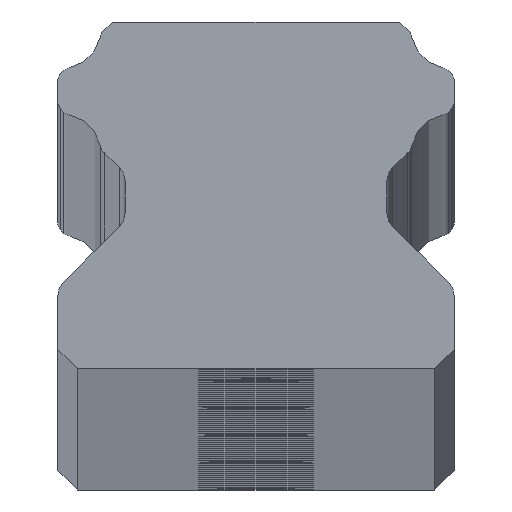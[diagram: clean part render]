
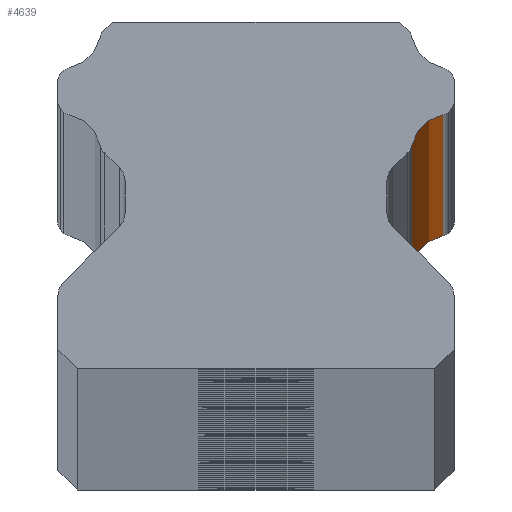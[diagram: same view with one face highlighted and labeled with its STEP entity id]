
A CAD part, top view. The second image highlights one B-rep face of the part: STEP entity #4639.
In plain terms, the highlighted cylindrical face has radius 2 mm (diameter 4 mm), a partial arc.
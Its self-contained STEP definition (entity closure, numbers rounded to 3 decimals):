
#190 = ORIENTED_EDGE ( 'NONE', *, *, #2094, .F. ) ;
#202 = VERTEX_POINT ( 'NONE', #7932 ) ;
#273 = CYLINDRICAL_SURFACE ( 'NONE', #10252, 2. ) ;
#439 = DIRECTION ( 'NONE',  ( -1., 0., 0. ) ) ;
#706 = LINE ( 'NONE', #7489, #9139 ) ;
#1423 = EDGE_CURVE ( 'NONE', #202, #9995, #3927, .T. ) ;
#1435 = FACE_OUTER_BOUND ( 'NONE', #2562, .T. ) ;
#1624 = CARTESIAN_POINT ( 'NONE',  ( 7.847, -2.767, -1750. ) ) ;
#1752 = VECTOR ( 'NONE', #2406, 1000. ) ;
#1859 = CARTESIAN_POINT ( 'NONE',  ( 9.432, -1.182, -1750. ) ) ;
#2032 = DIRECTION ( 'NONE',  ( 0., 0., -1. ) ) ;
#2094 = EDGE_CURVE ( 'NONE', #9265, #5986, #706, .T. ) ;
#2406 = DIRECTION ( 'NONE',  ( 0., 0., -1. ) ) ;
#2562 = EDGE_LOOP ( 'NONE', ( #3364, #190, #5043, #7865 ) ) ;
#2802 = AXIS2_PLACEMENT_3D ( 'NONE', #9200, #10009, #5110 ) ;
#3364 = ORIENTED_EDGE ( 'NONE', *, *, #8289, .T. ) ;
#3927 = LINE ( 'NONE', #10544, #1752 ) ;
#3995 = EDGE_CURVE ( 'NONE', #202, #9265, #8617, .T. ) ;
#4639 = ADVANCED_FACE ( 'NONE', ( #1435 ), #273, .F. ) ;
#5043 = ORIENTED_EDGE ( 'NONE', *, *, #3995, .F. ) ;
#5086 = AXIS2_PLACEMENT_3D ( 'NONE', #5256, #5336, #439 ) ;
#5110 = DIRECTION ( 'NONE',  ( -1., 0., 0. ) ) ;
#5256 = CARTESIAN_POINT ( 'NONE',  ( 9.811, -3.146, -1750. ) ) ;
#5336 = DIRECTION ( 'NONE',  ( 0., 0., -1. ) ) ;
#5496 = CARTESIAN_POINT ( 'NONE',  ( 9.432, -1.182, 1750. ) ) ;
#5986 = VERTEX_POINT ( 'NONE', #1859 ) ;
#6059 = DIRECTION ( 'NONE',  ( -1., 0., 0. ) ) ;
#7489 = CARTESIAN_POINT ( 'NONE',  ( 9.432, -1.182, 1750. ) ) ;
#7558 = DIRECTION ( 'NONE',  ( 0., 0., -1. ) ) ;
#7833 = CIRCLE ( 'NONE', #5086, 2. ) ;
#7865 = ORIENTED_EDGE ( 'NONE', *, *, #1423, .T. ) ;
#7932 = CARTESIAN_POINT ( 'NONE',  ( 7.847, -2.767, 1750. ) ) ;
#8289 = EDGE_CURVE ( 'NONE', #9995, #5986, #7833, .T. ) ;
#8617 = CIRCLE ( 'NONE', #2802, 2. ) ;
#9139 = VECTOR ( 'NONE', #7558, 1000. ) ;
#9200 = CARTESIAN_POINT ( 'NONE',  ( 9.811, -3.146, 1750. ) ) ;
#9265 = VERTEX_POINT ( 'NONE', #5496 ) ;
#9995 = VERTEX_POINT ( 'NONE', #1624 ) ;
#10009 = DIRECTION ( 'NONE',  ( 0., 0., -1. ) ) ;
#10099 = CARTESIAN_POINT ( 'NONE',  ( 9.811, -3.146, 1750. ) ) ;
#10252 = AXIS2_PLACEMENT_3D ( 'NONE', #10099, #2032, #6059 ) ;
#10544 = CARTESIAN_POINT ( 'NONE',  ( 7.847, -2.767, 1750. ) ) ;
